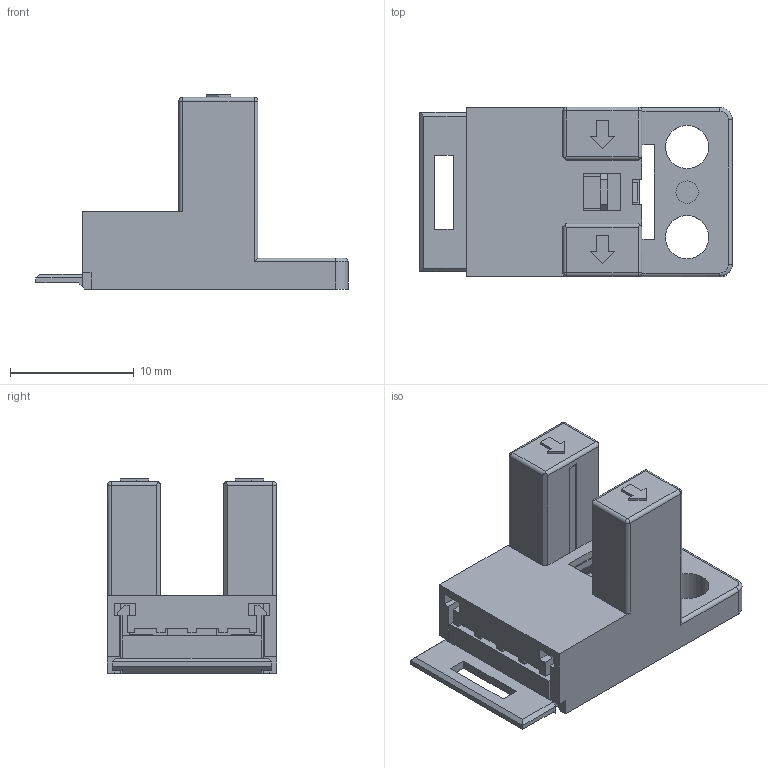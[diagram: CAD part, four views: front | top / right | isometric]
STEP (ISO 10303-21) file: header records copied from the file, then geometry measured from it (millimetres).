
FILE_DESCRIPTION((''),'2;1');
FILE_NAME('UX674','2020-07-19T',('admin'),(''),'PRO/ENGINEER BY PARAMETRIC TECHNOLOGY CORPORATION, 2008380','PRO/ENGINEER BY PARAMETRIC TECHNOLOGY CORPORATION, 2008380','');
FILE_SCHEMA(('CONFIG_CONTROL_DESIGN'));
Length unit declared in the file: millimetre
Products named in the file (1): UX674
Bounding box: 25.27 x 13.7 x 15.7 mm (x, y, z)
Volume: 82.5 mm3; surface area: 2882.8 mm2
Topology: 1 solids, 3 shells, 305 faces, 850 edges, 548 vertices
Faces by surface type: plane 264, cylinder 35, sphere 4, torus 2
Entity records: 9693 total; most frequent: CARTESIAN_POINT 1844, ORIENTED_EDGE 1692, DIRECTION 1484, EDGE_CURVE 846, VECTOR 760, LINE 760, VERTEX_POINT 548, AXIS2_PLACEMENT_3D 362
